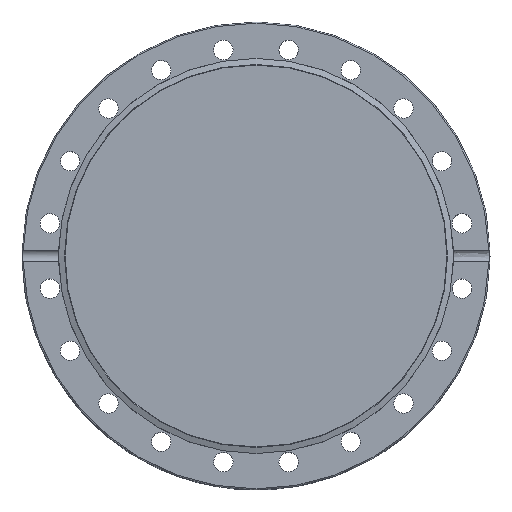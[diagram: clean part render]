
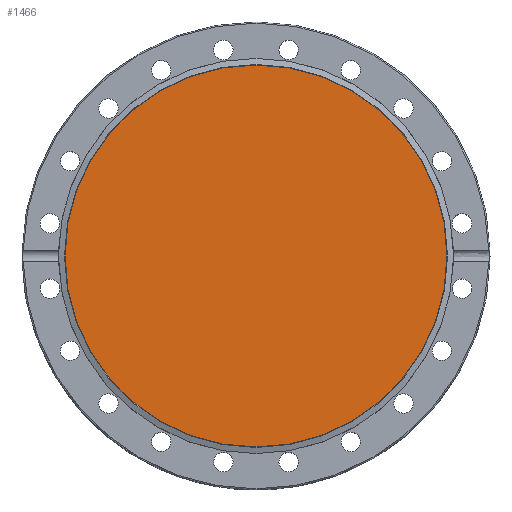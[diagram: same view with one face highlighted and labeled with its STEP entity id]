
A CAD part, top view. The second image highlights one B-rep face of the part: STEP entity #1466.
In plain terms, the highlighted planar face has unit normal (0, 0, 1).
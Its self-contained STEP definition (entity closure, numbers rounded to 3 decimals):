
#1443=CARTESIAN_POINT('',(0.0,-82.832,20.8));
#1444=VERTEX_POINT('',#1443);
#1445=CARTESIAN_POINT('',(0.0,0.,20.8));
#1446=DIRECTION('',(0.0,0.0,-1.0));
#1447=DIRECTION('',(0.0,-1.0,0.0));
#1448=AXIS2_PLACEMENT_3D('',#1445,#1446,#1447);
#1449=CIRCLE('',#1448,82.832);
#1450=EDGE_CURVE('',#1444,#1444,#1449,.T.);
#1458=CARTESIAN_POINT('',(0.0,-41.416,20.8));
#1459=DIRECTION('',(0.0,0.0,-1.0));
#1460=DIRECTION('',(-1.0,0.0,0.0));
#1461=AXIS2_PLACEMENT_3D('',#1458,#1459,#1460);
#1462=PLANE('',#1461);
#1463=ORIENTED_EDGE('',*,*,#1450,.F.);
#1464=EDGE_LOOP('',(#1463));
#1465=FACE_OUTER_BOUND('',#1464,.T.);
#1466=ADVANCED_FACE('',(#1465),#1462,.F.);
